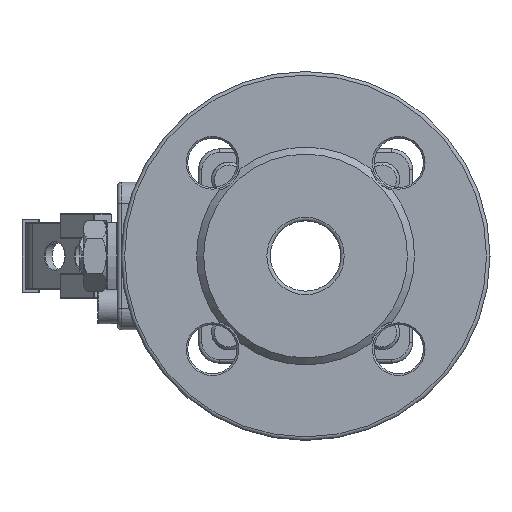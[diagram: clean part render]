
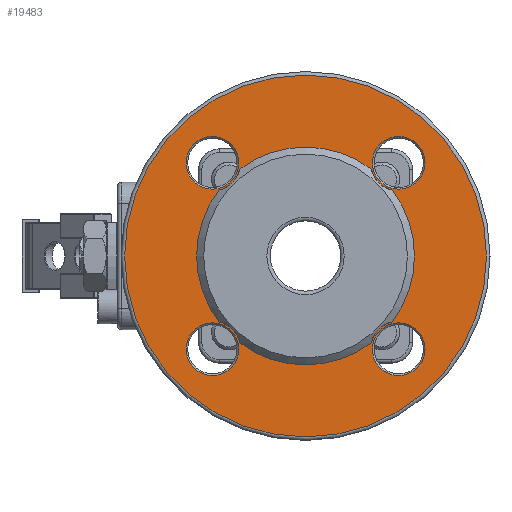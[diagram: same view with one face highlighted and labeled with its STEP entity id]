
A CAD part, left-side view. The second image highlights one B-rep face of the part: STEP entity #19483.
In plain terms, the highlighted planar face has unit normal (-1, 0, 0).
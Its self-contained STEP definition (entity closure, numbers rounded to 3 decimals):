
#6367=ORIENTED_EDGE('',*,*,#11216,.F.);
#6368=ORIENTED_EDGE('',*,*,#11182,.F.);
#6369=ORIENTED_EDGE('',*,*,#11217,.F.);
#6370=ORIENTED_EDGE('',*,*,#11180,.F.);
#6371=ORIENTED_EDGE('',*,*,#11218,.F.);
#6372=ORIENTED_EDGE('',*,*,#11178,.F.);
#6373=ORIENTED_EDGE('',*,*,#11219,.F.);
#6374=ORIENTED_EDGE('',*,*,#11184,.F.);
#6375=ORIENTED_EDGE('',*,*,#11220,.F.);
#6376=ORIENTED_EDGE('',*,*,#11221,.T.);
#6377=ORIENTED_EDGE('',*,*,#11222,.T.);
#6378=ORIENTED_EDGE('',*,*,#11223,.T.);
#6379=ORIENTED_EDGE('',*,*,#11224,.T.);
#11178=EDGE_CURVE('',#13702,#13703,#15135,.T.);
#11180=EDGE_CURVE('',#13704,#13705,#15136,.T.);
#11182=EDGE_CURVE('',#13706,#13707,#15137,.T.);
#11184=EDGE_CURVE('',#13708,#13709,#15138,.T.);
#11216=EDGE_CURVE('',#13707,#13708,#15149,.T.);
#11217=EDGE_CURVE('',#13705,#13706,#15150,.T.);
#11218=EDGE_CURVE('',#13703,#13704,#15151,.T.);
#11219=EDGE_CURVE('',#13709,#13702,#15152,.T.);
#11220=EDGE_CURVE('',#13726,#13726,#15153,.T.);
#11221=EDGE_CURVE('',#13727,#13727,#15154,.T.);
#11222=EDGE_CURVE('',#13728,#13728,#15155,.T.);
#11223=EDGE_CURVE('',#13729,#13729,#15156,.T.);
#11224=EDGE_CURVE('',#13730,#13730,#15157,.T.);
#13702=VERTEX_POINT('',#34822);
#13703=VERTEX_POINT('',#34823);
#13704=VERTEX_POINT('',#34833);
#13705=VERTEX_POINT('',#34834);
#13706=VERTEX_POINT('',#34844);
#13707=VERTEX_POINT('',#34845);
#13708=VERTEX_POINT('',#34855);
#13709=VERTEX_POINT('',#34856);
#13726=VERTEX_POINT('',#34982);
#13727=VERTEX_POINT('',#34984);
#13728=VERTEX_POINT('',#34986);
#13729=VERTEX_POINT('',#34988);
#13730=VERTEX_POINT('',#34990);
#15135=CIRCLE('',#20937,8.);
#15136=CIRCLE('',#20939,8.);
#15137=CIRCLE('',#20941,8.);
#15138=CIRCLE('',#20943,8.);
#15149=CIRCLE('',#20968,31.);
#15150=CIRCLE('',#20969,31.);
#15151=CIRCLE('',#20970,31.);
#15152=CIRCLE('',#20971,31.);
#15153=CIRCLE('',#20972,51.5);
#15154=CIRCLE('',#20973,7.5);
#15155=CIRCLE('',#20974,7.5);
#15156=CIRCLE('',#20975,7.5);
#15157=CIRCLE('',#20976,7.5);
#16217=EDGE_LOOP('',(#6367,#6368,#6369,#6370,#6371,#6372,#6373,#6374));
#16218=EDGE_LOOP('',(#6375));
#16219=EDGE_LOOP('',(#6376));
#16220=EDGE_LOOP('',(#6377));
#16221=EDGE_LOOP('',(#6378));
#16222=EDGE_LOOP('',(#6379));
#17603=FACE_BOUND('',#16217,.T.);
#17604=FACE_BOUND('',#16218,.T.);
#17605=FACE_BOUND('',#16219,.T.);
#17606=FACE_BOUND('',#16220,.T.);
#17607=FACE_BOUND('',#16221,.T.);
#17608=FACE_BOUND('',#16222,.T.);
#18685=PLANE('',#20967);
#19483=ADVANCED_FACE('',(#17603,#17604,#17605,#17606,#17607,#17608),#18685,
 .F.);
#20937=AXIS2_PLACEMENT_3D('',#34821,#24176,#24177);
#20939=AXIS2_PLACEMENT_3D('',#34832,#24180,#24181);
#20941=AXIS2_PLACEMENT_3D('',#34843,#24184,#24185);
#20943=AXIS2_PLACEMENT_3D('',#34854,#24188,#24189);
#20967=AXIS2_PLACEMENT_3D('',#34976,#24252,#24253);
#20968=AXIS2_PLACEMENT_3D('',#34977,#24254,#24255);
#20969=AXIS2_PLACEMENT_3D('',#34978,#24256,#24257);
#20970=AXIS2_PLACEMENT_3D('',#34979,#24258,#24259);
#20971=AXIS2_PLACEMENT_3D('',#34980,#24260,#24261);
#20972=AXIS2_PLACEMENT_3D('',#34981,#24262,#24263);
#20973=AXIS2_PLACEMENT_3D('',#34983,#24264,#24265);
#20974=AXIS2_PLACEMENT_3D('',#34985,#24266,#24267);
#20975=AXIS2_PLACEMENT_3D('',#34987,#24268,#24269);
#20976=AXIS2_PLACEMENT_3D('',#34989,#24270,#24271);
#24176=DIRECTION('',(1.,0.,0.));
#24177=DIRECTION('',(0.,0.,-1.));
#24180=DIRECTION('',(1.,0.,0.));
#24181=DIRECTION('',(0.,0.,-1.));
#24184=DIRECTION('',(1.,0.,0.));
#24185=DIRECTION('',(0.,0.,-1.));
#24188=DIRECTION('',(1.,0.,0.));
#24189=DIRECTION('',(0.,0.,-1.));
#24252=DIRECTION('',(1.,0.,0.));
#24253=DIRECTION('',(0.,0.,-1.));
#24254=DIRECTION('',(-1.,0.,0.));
#24255=DIRECTION('',(0.,0.,-1.));
#24256=DIRECTION('',(-1.,0.,0.));
#24257=DIRECTION('',(0.,0.,-1.));
#24258=DIRECTION('',(-1.,0.,0.));
#24259=DIRECTION('',(0.,1.,0.));
#24260=DIRECTION('',(-1.,0.,0.));
#24261=DIRECTION('',(0.,1.,0.));
#24262=DIRECTION('',(1.,0.,0.));
#24263=DIRECTION('',(0.,0.,1.));
#24264=DIRECTION('',(1.,0.,0.));
#24265=DIRECTION('',(0.,-1.,0.));
#24266=DIRECTION('',(1.,0.,0.));
#24267=DIRECTION('',(0.,-1.,0.));
#24268=DIRECTION('',(1.,0.,0.));
#24269=DIRECTION('',(0.,0.,1.));
#24270=DIRECTION('',(1.,0.,0.));
#24271=DIRECTION('',(0.,-1.,0.));
#34821=CARTESIAN_POINT('',(30.131,-17.211,-21.391));
#34822=CARTESIAN_POINT('',(30.131,-9.419,-19.581));
#34823=CARTESIAN_POINT('',(30.131,-15.401,-13.598));
#34832=CARTESIAN_POINT('',(30.131,-17.211,31.642));
#34833=CARTESIAN_POINT('',(30.131,-15.401,23.85));
#34834=CARTESIAN_POINT('',(30.131,-9.419,29.833));
#34843=CARTESIAN_POINT('',(30.131,35.822,31.642));
#34844=CARTESIAN_POINT('',(30.131,28.029,29.833));
#34845=CARTESIAN_POINT('',(30.131,34.012,23.85));
#34854=CARTESIAN_POINT('',(30.131,35.822,-21.391));
#34855=CARTESIAN_POINT('',(30.131,34.012,-13.598));
#34856=CARTESIAN_POINT('',(30.131,28.029,-19.581));
#34976=CARTESIAN_POINT('',(30.131,9.305,5.126));
#34977=CARTESIAN_POINT('',(30.131,9.305,5.126));
#34978=CARTESIAN_POINT('',(30.131,9.305,5.126));
#34979=CARTESIAN_POINT('',(30.131,9.305,5.126));
#34980=CARTESIAN_POINT('',(30.131,9.305,5.126));
#34981=CARTESIAN_POINT('',(30.131,9.305,5.126));
#34982=CARTESIAN_POINT('',(30.131,9.305,56.626));
#34983=CARTESIAN_POINT('',(30.131,-17.211,-21.391));
#34984=CARTESIAN_POINT('',(30.131,-24.711,-21.391));
#34985=CARTESIAN_POINT('',(30.131,-17.211,31.642));
#34986=CARTESIAN_POINT('',(30.131,-24.711,31.642));
#34987=CARTESIAN_POINT('',(30.131,35.822,31.642));
#34988=CARTESIAN_POINT('',(30.131,35.822,39.142));
#34989=CARTESIAN_POINT('',(30.131,35.822,-21.391));
#34990=CARTESIAN_POINT('',(30.131,28.322,-21.391));
